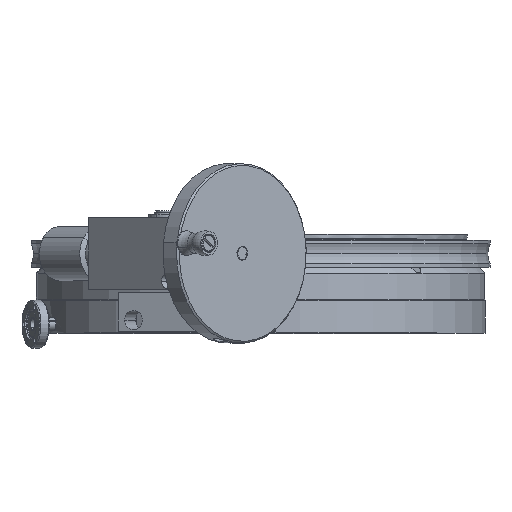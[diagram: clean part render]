
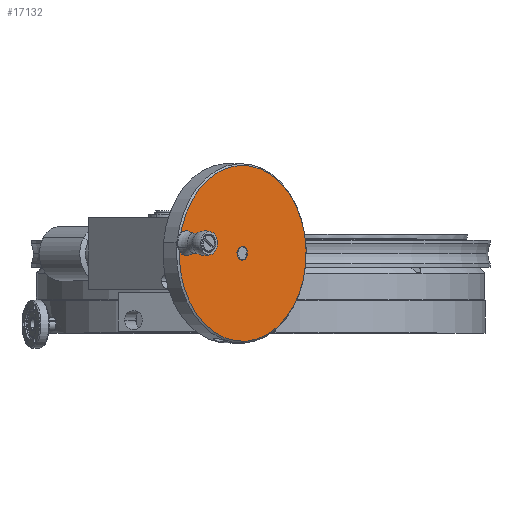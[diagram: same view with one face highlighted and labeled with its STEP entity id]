
A CAD part, top view. The second image highlights one B-rep face of the part: STEP entity #17132.
In plain terms, the highlighted planar face has unit normal (0.692, 0, 0.722).
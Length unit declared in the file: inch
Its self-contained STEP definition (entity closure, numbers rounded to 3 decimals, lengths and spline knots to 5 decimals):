
#1412 = VERTEX_POINT ( 'NONE', #25196 ) ;
#1455 = VERTEX_POINT ( 'NONE', #25153 ) ;
#1491 = VERTEX_POINT ( 'NONE', #25404 ) ;
#1493 = VERTEX_POINT ( 'NONE', #25192 ) ;
#1645 = VERTEX_POINT ( 'NONE', #3680 ) ;
#1805 = VERTEX_POINT ( 'NONE', #3529 ) ;
#3529 = CARTESIAN_POINT ( 'NONE',  ( -2.18369, 2.49997, 11.20806 ) ) ;
#3680 = CARTESIAN_POINT ( 'NONE',  ( -2.03976, 2.47501, 11.06999 ) ) ;
#9725 = ORIENTED_EDGE ( 'NONE', *, *, #26508, .F. ) ;
#9747 = ORIENTED_EDGE ( 'NONE', *, *, #26496, .F. ) ;
#9755 = ORIENTED_EDGE ( 'NONE', *, *, #26491, .T. ) ;
#9896 = ORIENTED_EDGE ( 'NONE', *, *, #26502, .F. ) ;
#10013 = ORIENTED_EDGE ( 'NONE', *, *, #26485, .F. ) ;
#12999 = PLANE ( 'NONE',  #50379 ) ;
#13000 = CARTESIAN_POINT ( 'NONE',  ( -0.50065, 2.208, 9.59345 ) ) ;
#13009 = DIRECTION ( 'NONE',  ( 0.692, 0., 0.722 ) ) ;
#13010 = DIRECTION ( 'NONE',  ( -0.716, 0.124, 0.687 ) ) ;
#14231 = AXIS2_PLACEMENT_3D ( 'NONE', #49097, #49103, #49105 ) ;
#14234 = AXIS2_PLACEMENT_3D ( 'NONE', #49229, #49233, #49235 ) ;
#14236 = AXIS2_PLACEMENT_3D ( 'NONE', #49197, #49199, #49201 ) ;
#14240 = AXIS2_PLACEMENT_3D ( 'NONE', #49209, #49225, #49227 ) ;
#14242 = AXIS2_PLACEMENT_3D ( 'NONE', #49247, #49261, #49263 ) ;
#14262 = AXIS2_PLACEMENT_3D ( 'NONE', #49283, #49299, #49301 ) ;
#16029 = CIRCLE ( 'NONE', #14231, 0.1875 ) ;
#16038 = CIRCLE ( 'NONE', #14236, 2.45 ) ;
#16044 = CIRCLE ( 'NONE', #14240, 0.1005 ) ;
#16045 = CIRCLE ( 'NONE', #14234, 2.45 ) ;
#16049 = CIRCLE ( 'NONE', #14242, 0.1875 ) ;
#16056 = CIRCLE ( 'NONE', #14262, 0.1005 ) ;
#17132 = ADVANCED_FACE ( 'NONE', ( #40264, #40207, #40280 ), #12999, .T. ) ;
#25153 = CARTESIAN_POINT ( 'NONE',  ( -2.25493, 2.51233, 11.27641 ) ) ;
#25192 = CARTESIAN_POINT ( 'NONE',  ( 1.25364, 1.90367, 7.91048 ) ) ;
#25196 = CARTESIAN_POINT ( 'NONE',  ( -0.36639, 2.18471, 9.46465 ) ) ;
#25404 = CARTESIAN_POINT ( 'NONE',  ( -0.63491, 2.23129, 9.72224 ) ) ;
#26485 = EDGE_CURVE ( 'NONE', #1412, #1491, #16029, .T. ) ;
#26491 = EDGE_CURVE ( 'NONE', #1455, #1493, #16038, .T. ) ;
#26496 = EDGE_CURVE ( 'NONE', #1645, #1805, #16044, .T. ) ;
#26497 = EDGE_CURVE ( 'NONE', #1493, #1455, #16045, .T. ) ;
#26502 = EDGE_CURVE ( 'NONE', #1491, #1412, #16049, .T. ) ;
#26508 = EDGE_CURVE ( 'NONE', #1805, #1645, #16056, .T. ) ;
#34090 = EDGE_LOOP ( 'NONE', ( #10013, #9896 ) ) ;
#34097 = EDGE_LOOP ( 'NONE', ( #56038, #9755 ) ) ;
#34102 = EDGE_LOOP ( 'NONE', ( #9725, #9747 ) ) ;
#40207 = FACE_BOUND ( 'NONE', #34102, .T. ) ;
#40264 = FACE_BOUND ( 'NONE', #34090, .T. ) ;
#40280 = FACE_OUTER_BOUND ( 'NONE', #34097, .T. ) ;
#49097 = CARTESIAN_POINT ( 'NONE',  ( -0.50065, 2.208, 9.59345 ) ) ;
#49103 = DIRECTION ( 'NONE',  ( 0.692, 0., 0.722 ) ) ;
#49105 = DIRECTION ( 'NONE',  ( -0.716, 0.124, 0.687 ) ) ;
#49197 = CARTESIAN_POINT ( 'NONE',  ( -0.50065, 2.208, 9.59345 ) ) ;
#49199 = DIRECTION ( 'NONE',  ( 0.692, 0., 0.722 ) ) ;
#49201 = DIRECTION ( 'NONE',  ( -0.716, 0.124, 0.687 ) ) ;
#49209 = CARTESIAN_POINT ( 'NONE',  ( -2.11173, 2.48749, 11.13903 ) ) ;
#49225 = DIRECTION ( 'NONE',  ( 0.692, 0., 0.722 ) ) ;
#49227 = DIRECTION ( 'NONE',  ( -0.716, 0.124, 0.687 ) ) ;
#49229 = CARTESIAN_POINT ( 'NONE',  ( -0.50065, 2.208, 9.59345 ) ) ;
#49233 = DIRECTION ( 'NONE',  ( 0.692, 0., 0.722 ) ) ;
#49235 = DIRECTION ( 'NONE',  ( -0.716, 0.124, 0.687 ) ) ;
#49247 = CARTESIAN_POINT ( 'NONE',  ( -0.50065, 2.208, 9.59345 ) ) ;
#49261 = DIRECTION ( 'NONE',  ( 0.692, 0., 0.722 ) ) ;
#49263 = DIRECTION ( 'NONE',  ( -0.716, 0.124, 0.687 ) ) ;
#49283 = CARTESIAN_POINT ( 'NONE',  ( -2.11173, 2.48749, 11.13903 ) ) ;
#49299 = DIRECTION ( 'NONE',  ( 0.692, 0., 0.722 ) ) ;
#49301 = DIRECTION ( 'NONE',  ( -0.716, 0.124, 0.687 ) ) ;
#50379 = AXIS2_PLACEMENT_3D ( 'NONE', #13000, #13009, #13010 ) ;
#56038 = ORIENTED_EDGE ( 'NONE', *, *, #26497, .T. ) ;
